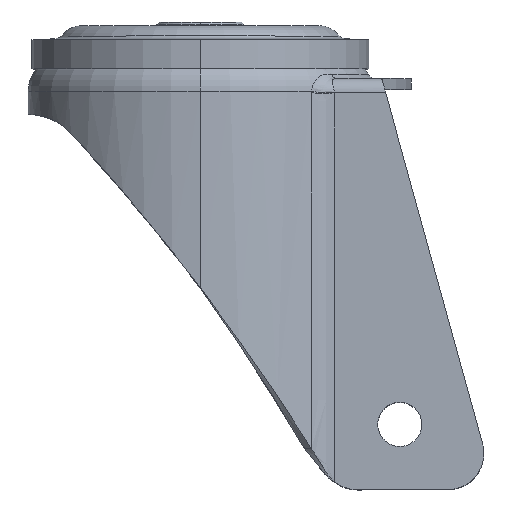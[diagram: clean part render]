
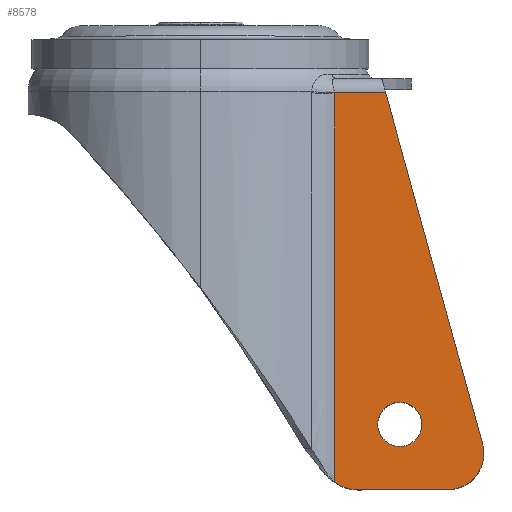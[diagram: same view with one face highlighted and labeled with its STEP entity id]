
A CAD part, top view. The second image highlights one B-rep face of the part: STEP entity #8578.
In plain terms, the highlighted planar face has unit normal (0, 0, 1).
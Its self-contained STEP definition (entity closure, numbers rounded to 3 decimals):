
#98 = CARTESIAN_POINT ( 'NONE',  ( 51.105, -19.6, 34. ) ) ;
#154 = EDGE_CURVE ( 'NONE', #165, #6605, #7635, .T. ) ;
#165 = VERTEX_POINT ( 'NONE', #4802 ) ;
#168 = CARTESIAN_POINT ( 'NONE',  ( 37.023, -38.185, 34. ) ) ;
#293 = CARTESIAN_POINT ( 'NONE',  ( 77.836, -116.337, 34. ) ) ;
#432 = ORIENTED_EDGE ( 'NONE', *, *, #4674, .F. ) ;
#473 = EDGE_CURVE ( 'NONE', #5120, #6605, #7474, .T. ) ;
#476 = CARTESIAN_POINT ( 'NONE',  ( 37.027, -21.946, 33.999 ) ) ;
#497 = CIRCLE ( 'NONE', #2784, 6.1 ) ;
#503 = FACE_BOUND ( 'NONE', #1398, .T. ) ;
#749 = LINE ( 'NONE', #3585, #8623 ) ;
#777 = VECTOR ( 'NONE', #4890, 1000. ) ;
#822 = B_SPLINE_CURVE_WITH_KNOTS ( 'NONE', 3,
 ( #4987, #5740, #8437, #6264, #168, #2898, #7911, #5168, #7961, #1863, #7875, #476, #1738, #3729, #1823, #3862, #3199, #4540 ),
 .UNSPECIFIED., .F., .F.,
 ( 4, 2, 2, 2, 2, 2, 2, 2, 4 ),
 ( 0., 0.5, 0.625, 0.75, 0.812, 0.844, 0.875, 0.937, 1. ),
 .UNSPECIFIED. ) ;
#882 = DIRECTION ( 'NONE',  ( 0., 0., 1. ) ) ;
#891 = DIRECTION ( 'NONE',  ( 0., 0., 1. ) ) ;
#994 = AXIS2_PLACEMENT_3D ( 'NONE', #5655, #891, #4411 ) ;
#1024 = CARTESIAN_POINT ( 'NONE',  ( 48.9, -111., 34. ) ) ;
#1398 = EDGE_LOOP ( 'NONE', ( #1725, #432 ) ) ;
#1431 = CARTESIAN_POINT ( 'NONE',  ( 51.105, -19.6, 34. ) ) ;
#1525 = DIRECTION ( 'NONE',  ( 0., 0., -1. ) ) ;
#1529 = AXIS2_PLACEMENT_3D ( 'NONE', #7256, #5230, #5935 ) ;
#1591 = DIRECTION ( 'NONE',  ( 1., 0., 0. ) ) ;
#1725 = ORIENTED_EDGE ( 'NONE', *, *, #3204, .F. ) ;
#1738 = CARTESIAN_POINT ( 'NONE',  ( 37.031, -21.627, 34. ) ) ;
#1823 = CARTESIAN_POINT ( 'NONE',  ( 37.041, -20.344, 34.003 ) ) ;
#1863 = CARTESIAN_POINT ( 'NONE',  ( 37.026, -23.041, 33.999 ) ) ;
#2269 = EDGE_CURVE ( 'NONE', #165, #6015, #5352, .T. ) ;
#2403 = ORIENTED_EDGE ( 'NONE', *, *, #473, .F. ) ;
#2784 = AXIS2_PLACEMENT_3D ( 'NONE', #8226, #882, #3419 ) ;
#2898 = CARTESIAN_POINT ( 'NONE',  ( 37.025, -31.468, 34. ) ) ;
#3016 = ORIENTED_EDGE ( 'NONE', *, *, #4678, .F. ) ;
#3069 = ORIENTED_EDGE ( 'NONE', *, *, #7995, .F. ) ;
#3199 = CARTESIAN_POINT ( 'NONE',  ( 37.016, -19.613, 34. ) ) ;
#3204 = EDGE_CURVE ( 'NONE', #6647, #5069, #8053, .T. ) ;
#3339 = CARTESIAN_POINT ( 'NONE',  ( 68.197, -119., 34. ) ) ;
#3345 = FACE_OUTER_BOUND ( 'NONE', #7102, .T. ) ;
#3395 = PLANE ( 'NONE',  #994 ) ;
#3419 = DIRECTION ( 'NONE',  ( 1., 0., 0. ) ) ;
#3456 = CARTESIAN_POINT ( 'NONE',  ( 43.197, -129., 34. ) ) ;
#3585 = CARTESIAN_POINT ( 'NONE',  ( 37.016, -19.6, 34. ) ) ;
#3601 = CARTESIAN_POINT ( 'NONE',  ( 43.197, -119., 34. ) ) ;
#3626 = DIRECTION ( 'NONE',  ( 1., 0., 0. ) ) ;
#3676 = VECTOR ( 'NONE', #3626, 1000. ) ;
#3729 = CARTESIAN_POINT ( 'NONE',  ( 37.042, -20.774, 34.003 ) ) ;
#3831 = CARTESIAN_POINT ( 'NONE',  ( 37.016, -19.6, 34. ) ) ;
#3832 = VERTEX_POINT ( 'NONE', #98 ) ;
#3862 = CARTESIAN_POINT ( 'NONE',  ( 37.026, -19.764, 34.002 ) ) ;
#4169 = LINE ( 'NONE', #1431, #777 ) ;
#4204 = AXIS2_PLACEMENT_3D ( 'NONE', #3601, #1525, #6270 ) ;
#4411 = DIRECTION ( 'NONE',  ( 1., 0., 0. ) ) ;
#4540 = CARTESIAN_POINT ( 'NONE',  ( 37.016, -19.6, 34. ) ) ;
#4674 = EDGE_CURVE ( 'NONE', #5069, #6647, #497, .T. ) ;
#4678 = EDGE_CURVE ( 'NONE', #3832, #5120, #4169, .T. ) ;
#4802 = CARTESIAN_POINT ( 'NONE',  ( 43.197, -129., 34. ) ) ;
#4890 = DIRECTION ( 'NONE',  ( 0.266, -0.964, 0. ) ) ;
#4987 = CARTESIAN_POINT ( 'NONE',  ( 37.017, -126.861, 34. ) ) ;
#5069 = VERTEX_POINT ( 'NONE', #6387 ) ;
#5120 = VERTEX_POINT ( 'NONE', #293 ) ;
#5168 = CARTESIAN_POINT ( 'NONE',  ( 37.029, -25.294, 34. ) ) ;
#5230 = DIRECTION ( 'NONE',  ( 0., 0., 1. ) ) ;
#5352 = CIRCLE ( 'NONE', #4204, 10. ) ;
#5655 = CARTESIAN_POINT ( 'NONE',  ( 0., -165.6, 34. ) ) ;
#5740 = CARTESIAN_POINT ( 'NONE',  ( 37.017, -91.209, 34. ) ) ;
#5935 = DIRECTION ( 'NONE',  ( -1., 0., 0. ) ) ;
#6015 = VERTEX_POINT ( 'NONE', #6961 ) ;
#6227 = DIRECTION ( 'NONE',  ( 0., 0., -1. ) ) ;
#6264 = CARTESIAN_POINT ( 'NONE',  ( 37.022, -42.098, 34. ) ) ;
#6270 = DIRECTION ( 'NONE',  ( 0., -1., 0. ) ) ;
#6335 = AXIS2_PLACEMENT_3D ( 'NONE', #3339, #6227, #8190 ) ;
#6387 = CARTESIAN_POINT ( 'NONE',  ( 61.1, -111., 34. ) ) ;
#6605 = VERTEX_POINT ( 'NONE', #7151 ) ;
#6647 = VERTEX_POINT ( 'NONE', #1024 ) ;
#6801 = ORIENTED_EDGE ( 'NONE', *, *, #2269, .F. ) ;
#6961 = CARTESIAN_POINT ( 'NONE',  ( 37.017, -126.861, 34. ) ) ;
#7102 = EDGE_LOOP ( 'NONE', ( #7166, #2403, #3016, #7694, #3069, #6801 ) ) ;
#7151 = CARTESIAN_POINT ( 'NONE',  ( 68.197, -129., 34. ) ) ;
#7166 = ORIENTED_EDGE ( 'NONE', *, *, #154, .T. ) ;
#7256 = CARTESIAN_POINT ( 'NONE',  ( 55., -111., 34. ) ) ;
#7413 = VERTEX_POINT ( 'NONE', #3831 ) ;
#7474 = CIRCLE ( 'NONE', #6335, 10. ) ;
#7635 = LINE ( 'NONE', #3456, #3676 ) ;
#7694 = ORIENTED_EDGE ( 'NONE', *, *, #7708, .F. ) ;
#7708 = EDGE_CURVE ( 'NONE', #7413, #3832, #749, .T. ) ;
#7875 = CARTESIAN_POINT ( 'NONE',  ( 37.025, -22.653, 33.999 ) ) ;
#7911 = CARTESIAN_POINT ( 'NONE',  ( 37.024, -28.665, 34. ) ) ;
#7961 = CARTESIAN_POINT ( 'NONE',  ( 37.03, -24.309, 34. ) ) ;
#7995 = EDGE_CURVE ( 'NONE', #6015, #7413, #822, .T. ) ;
#8053 = CIRCLE ( 'NONE', #1529, 6.1 ) ;
#8190 = DIRECTION ( 'NONE',  ( 0.964, 0.266, 0. ) ) ;
#8226 = CARTESIAN_POINT ( 'NONE',  ( 55., -111., 34. ) ) ;
#8437 = CARTESIAN_POINT ( 'NONE',  ( 37.018, -64.444, 34. ) ) ;
#8578 = ADVANCED_FACE ( 'NONE', ( #503, #3345 ), #3395, .T. ) ;
#8623 = VECTOR ( 'NONE', #1591, 1000. ) ;
